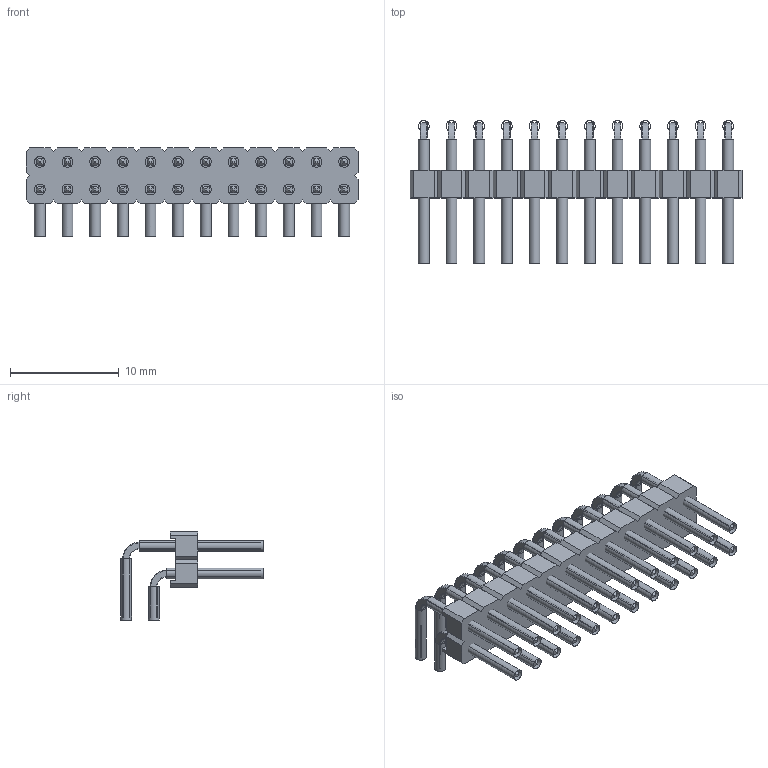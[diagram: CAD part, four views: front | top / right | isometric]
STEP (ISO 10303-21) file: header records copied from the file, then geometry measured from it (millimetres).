
FILE_DESCRIPTION(/* description */ ('-'),/* implementation_level */ '2;1');
FILE_NAME(/* name */ 'Stiftleiste, RM 2,54 mm - 6-3 mm, gewinkelt 90° stehend - 2 x 12 - schwarz',/* time_stamp */ '2022-04-29T18:30:08+02:00',/* author */ ('c.wilms'),/* organization */ ('-'),/* preprocessor_version */ 'ST-DEVELOPER v16.7',/* originating_system */ 'Solid Edge',/* authorisation */ 'Unknown');
FILE_SCHEMA (('AUTOMOTIVE_DESIGN {1 0 10303 214 3 1 1}'));
Length unit declared in the file: millimetre
Products named in the file (4): Stiftleiste, RM 2,54 mm - 6-3 mm, gewinkelt 90° stehend - 2 x 12 - sc
hwarz; Stiftleiste, RM 2,54 mm - Träger - 2 x 12 - schwarz; Stiftleiste, RM 2,54 mm - Stift, Reihe 1 -  6-3 mm, gewinkelt 90° ste
hend; Stiftleiste, RM 2,54 mm - Stift, Reihe 2 -  6-3 mm, gewinkelt 90° ste
hend
Assembly tree (25 placements, depth 2):
  Stiftleiste, RM 2,54 mm - 6-3 mm, gewinkelt 90° stehend - 2 x 12 - sc
hwarz
    Stiftleiste, RM 2,54 mm - Träger - 2 x 12 - schwarz
    Stiftleiste, RM 2,54 mm - Stift, Reihe 1 -  6-3 mm, gewinkelt 90° ste
hend  x12
    Stiftleiste, RM 2,54 mm - Stift, Reihe 2 -  6-3 mm, gewinkelt 90° ste
hend  x12
Bounding box: 30.48 x 13.1 x 8.08 mm (x, y, z)
Volume: 465.9 mm3; surface area: 2687.1 mm2
Topology: 25 solids, 73 shells, 1046 faces, 2796 edges, 1800 vertices
Faces by surface type: plane 566, cylinder 384, torus 96
Full cylindrical faces by diameter (mm): 1 x48
Entity records: 11659 total; most frequent: CARTESIAN_POINT 2012, DIRECTION 1988, ORIENTED_EDGE 1968, EDGE_CURVE 988, LINE 724, VECTOR 724, VERTEX_POINT 656, AXIS2_PLACEMENT_3D 632
